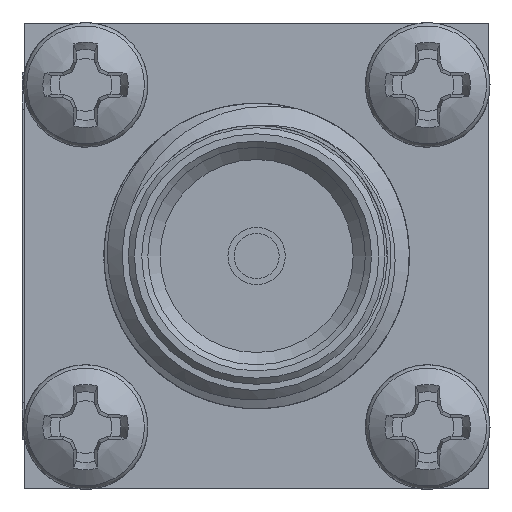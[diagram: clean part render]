
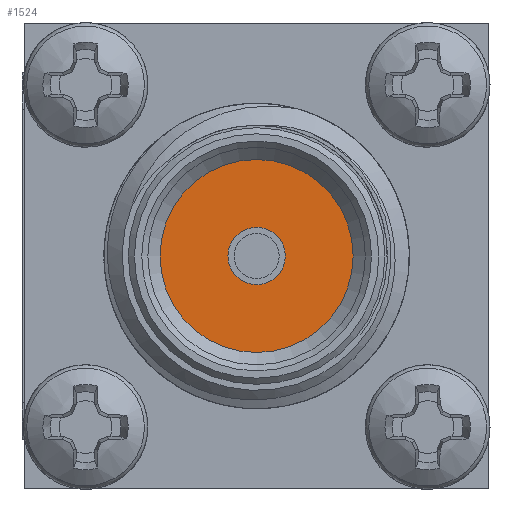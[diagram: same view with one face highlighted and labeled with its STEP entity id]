
A CAD part, left-side view. The second image highlights one B-rep face of the part: STEP entity #1524.
In plain terms, the highlighted planar face has unit normal (-1, 0, 0).
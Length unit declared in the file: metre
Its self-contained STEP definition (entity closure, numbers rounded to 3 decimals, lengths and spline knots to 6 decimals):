
#349 = VERTEX_POINT ( 'NONE', #13429 ) ;
#1524 = ADVANCED_FACE ( 'NONE', ( #5866, #14823 ), #6140, .T. ) ;
#2239 = DIRECTION ( 'NONE',  ( 0., 0., 1. ) ) ;
#3640 = DIRECTION ( 'NONE',  ( -1., 0., 0. ) ) ;
#5866 = FACE_BOUND ( 'NONE', #17989, .T. ) ;
#6140 = PLANE ( 'NONE',  #9631 ) ;
#8103 = CARTESIAN_POINT ( 'NONE',  ( -1.145, 0., 0.0235 ) ) ;
#9631 = AXIS2_PLACEMENT_3D ( 'NONE', #19411, #3640, #32297 ) ;
#11695 = AXIS2_PLACEMENT_3D ( 'NONE', #22944, #17796, #2239 ) ;
#13156 = DIRECTION ( 'NONE',  ( -1., 0., 0. ) ) ;
#13265 = DIRECTION ( 'NONE',  ( 0., 0., 1. ) ) ;
#13429 = CARTESIAN_POINT ( 'NONE',  ( -1.145, 0., 0.079 ) ) ;
#13982 = ORIENTED_EDGE ( 'NONE', *, *, #26127, .F. ) ;
#14823 = FACE_OUTER_BOUND ( 'NONE', #29456, .T. ) ;
#17434 = EDGE_CURVE ( 'NONE', #349, #349, #29257, .T. ) ;
#17796 = DIRECTION ( 'NONE',  ( -1., 0., 0. ) ) ;
#17989 = EDGE_LOOP ( 'NONE', ( #13982 ) ) ;
#18059 = CARTESIAN_POINT ( 'NONE',  ( -1.145, 0., 0. ) ) ;
#19411 = CARTESIAN_POINT ( 'NONE',  ( -1.145, 0., 0. ) ) ;
#20187 = ORIENTED_EDGE ( 'NONE', *, *, #17434, .T. ) ;
#21423 = CIRCLE ( 'NONE', #11695, 0.0235 ) ;
#21505 = VERTEX_POINT ( 'NONE', #8103 ) ;
#22944 = CARTESIAN_POINT ( 'NONE',  ( -1.145, 0., 0. ) ) ;
#26127 = EDGE_CURVE ( 'NONE', #21505, #21505, #21423, .T. ) ;
#29257 = CIRCLE ( 'NONE', #32943, 0.079 ) ;
#29456 = EDGE_LOOP ( 'NONE', ( #20187 ) ) ;
#32297 = DIRECTION ( 'NONE',  ( 0., 0., 1. ) ) ;
#32943 = AXIS2_PLACEMENT_3D ( 'NONE', #18059, #13156, #13265 ) ;
